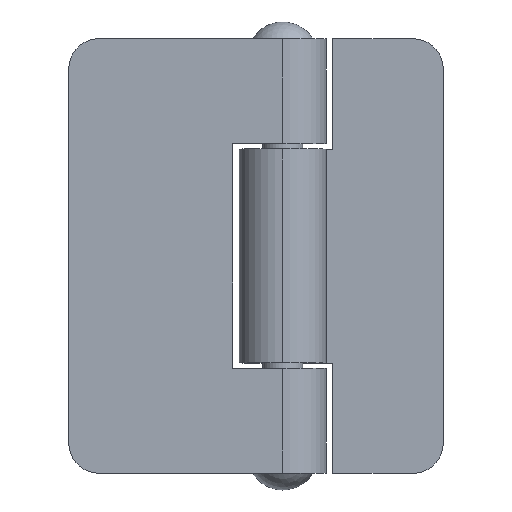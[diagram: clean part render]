
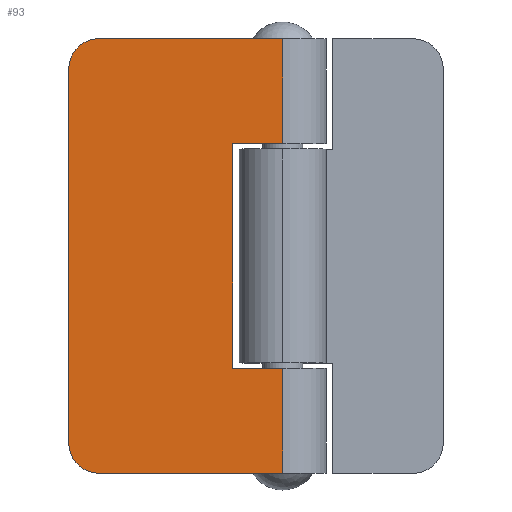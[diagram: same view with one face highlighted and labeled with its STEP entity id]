
A CAD part, top view. The second image highlights one B-rep face of the part: STEP entity #93.
In plain terms, the highlighted face is planar.
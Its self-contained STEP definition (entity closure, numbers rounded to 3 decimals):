
#7 = VERTEX_POINT ( 'NONE', #314 ) ;
#9 = EDGE_CURVE ( 'NONE', #7, #10, #310, .T. ) ;
#10 = VERTEX_POINT ( 'NONE', #399 ) ;
#34 = VERTEX_POINT ( 'NONE', #435 ) ;
#62 = EDGE_CURVE ( 'NONE', #63, #166, #516, .T. ) ;
#63 = VERTEX_POINT ( 'NONE', #512 ) ;
#93 = ADVANCED_FACE ( 'NONE', ( #511 ), #609, .F. ) ;
#94 = EDGE_LOOP ( 'NONE', ( #95, #142, #144, #145, #119, #146, #156, #303, #212, #129 ) ) ;
#95 = ORIENTED_EDGE ( 'NONE', *, *, #98, .T. ) ;
#98 = EDGE_CURVE ( 'NONE', #220, #137, #636, .T. ) ;
#119 = ORIENTED_EDGE ( 'NONE', *, *, #120, .F. ) ;
#120 = EDGE_CURVE ( 'NONE', #121, #153, #604, .T. ) ;
#121 = VERTEX_POINT ( 'NONE', #600 ) ;
#129 = ORIENTED_EDGE ( 'NONE', *, *, #217, .T. ) ;
#137 = VERTEX_POINT ( 'NONE', #528 ) ;
#142 = ORIENTED_EDGE ( 'NONE', *, *, #143, .T. ) ;
#143 = EDGE_CURVE ( 'NONE', #137, #63, #570, .T. ) ;
#144 = ORIENTED_EDGE ( 'NONE', *, *, #62, .T. ) ;
#145 = ORIENTED_EDGE ( 'NONE', *, *, #169, .F. ) ;
#146 = ORIENTED_EDGE ( 'NONE', *, *, #147, .F. ) ;
#147 = EDGE_CURVE ( 'NONE', #148, #121, #587, .T. ) ;
#148 = VERTEX_POINT ( 'NONE', #583 ) ;
#153 = VERTEX_POINT ( 'NONE', #578 ) ;
#156 = ORIENTED_EDGE ( 'NONE', *, *, #157, .F. ) ;
#157 = EDGE_CURVE ( 'NONE', #34, #148, #482, .T. ) ;
#166 = VERTEX_POINT ( 'NONE', #664 ) ;
#169 = EDGE_CURVE ( 'NONE', #153, #166, #705, .T. ) ;
#186 = EDGE_CURVE ( 'NONE', #10, #34, #685, .T. ) ;
#212 = ORIENTED_EDGE ( 'NONE', *, *, #9, .F. ) ;
#217 = EDGE_CURVE ( 'NONE', #7, #220, #807, .T. ) ;
#220 = VERTEX_POINT ( 'NONE', #796 ) ;
#303 = ORIENTED_EDGE ( 'NONE', *, *, #186, .F. ) ;
#308 = VECTOR ( 'NONE', #400, 1000. ) ;
#309 = CARTESIAN_POINT ( 'NONE',  ( 65., -6.5, 0. ) ) ;
#310 = LINE ( 'NONE', #309, #308 ) ;
#314 = CARTESIAN_POINT ( 'NONE',  ( 65., -6.5, 27.5 ) ) ;
#399 = CARTESIAN_POINT ( 'NONE',  ( 65., -6.5, 0. ) ) ;
#400 = DIRECTION ( 'NONE',  ( 0., 0., -1. ) ) ;
#435 = CARTESIAN_POINT ( 'NONE',  ( 49.3, -6.5, 0. ) ) ;
#479 = DIRECTION ( 'NONE',  ( 0., 0., 1. ) ) ;
#480 = VECTOR ( 'NONE', #479, 1000. ) ;
#481 = CARTESIAN_POINT ( 'NONE',  ( 49.3, -6.5, 7.5 ) ) ;
#482 = LINE ( 'NONE', #481, #480 ) ;
#511 = FACE_OUTER_BOUND ( 'NONE', #94, .T. ) ;
#512 = CARTESIAN_POINT ( 'NONE',  ( 0., -6.5, 27.5 ) ) ;
#513 = DIRECTION ( 'NONE',  ( 0., 0., -1. ) ) ;
#514 = VECTOR ( 'NONE', #513, 1000. ) ;
#516 = LINE ( 'NONE', #634, #514 ) ;
#528 = CARTESIAN_POINT ( 'NONE',  ( 4.5, -6.5, 32. ) ) ;
#555 = DIRECTION ( 'NONE',  ( -1., 0., 0. ) ) ;
#556 = VECTOR ( 'NONE', #555, 1000. ) ;
#570 = CIRCLE ( 'NONE', #591, 4.5 ) ;
#578 = CARTESIAN_POINT ( 'NONE',  ( 15.7, -6.5, 0. ) ) ;
#583 = CARTESIAN_POINT ( 'NONE',  ( 49.3, -6.5, 7.5 ) ) ;
#584 = DIRECTION ( 'NONE',  ( -1., 0., 0. ) ) ;
#585 = VECTOR ( 'NONE', #584, 1000. ) ;
#586 = CARTESIAN_POINT ( 'NONE',  ( 15.7, -6.5, 7.5 ) ) ;
#587 = LINE ( 'NONE', #586, #585 ) ;
#588 = DIRECTION ( 'NONE',  ( 0., 0., 1. ) ) ;
#589 = DIRECTION ( 'NONE',  ( 0., -1., 0. ) ) ;
#590 = CARTESIAN_POINT ( 'NONE',  ( 4.5, -6.5, 27.5 ) ) ;
#591 = AXIS2_PLACEMENT_3D ( 'NONE', #590, #589, #588 ) ;
#600 = CARTESIAN_POINT ( 'NONE',  ( 15.7, -6.5, 7.5 ) ) ;
#601 = DIRECTION ( 'NONE',  ( 0., 0., -1. ) ) ;
#602 = VECTOR ( 'NONE', #601, 1000. ) ;
#603 = CARTESIAN_POINT ( 'NONE',  ( 15.7, -6.5, 7.5 ) ) ;
#604 = LINE ( 'NONE', #603, #602 ) ;
#605 = DIRECTION ( 'NONE',  ( 0., 0., 1. ) ) ;
#606 = DIRECTION ( 'NONE',  ( 0., 1., 0. ) ) ;
#607 = CARTESIAN_POINT ( 'NONE',  ( 65., -6.5, 0. ) ) ;
#608 = AXIS2_PLACEMENT_3D ( 'NONE', #607, #606, #605 ) ;
#609 = PLANE ( 'NONE',  #608 ) ;
#634 = CARTESIAN_POINT ( 'NONE',  ( 0., -6.5, 0. ) ) ;
#635 = CARTESIAN_POINT ( 'NONE',  ( 65., -6.5, 32. ) ) ;
#636 = LINE ( 'NONE', #635, #556 ) ;
#664 = CARTESIAN_POINT ( 'NONE',  ( 0., -6.5, 0. ) ) ;
#670 = VECTOR ( 'NONE', #725, 1000. ) ;
#671 = CARTESIAN_POINT ( 'NONE',  ( 65., -6.5, 0. ) ) ;
#685 = LINE ( 'NONE', #701, #700 ) ;
#699 = DIRECTION ( 'NONE',  ( -1., 0., 0. ) ) ;
#700 = VECTOR ( 'NONE', #699, 1000. ) ;
#701 = CARTESIAN_POINT ( 'NONE',  ( 65., -6.5, 0. ) ) ;
#705 = LINE ( 'NONE', #671, #670 ) ;
#725 = DIRECTION ( 'NONE',  ( -1., 0., 0. ) ) ;
#778 = AXIS2_PLACEMENT_3D ( 'NONE', #783, #782, #819 ) ;
#782 = DIRECTION ( 'NONE',  ( 0., -1., 0. ) ) ;
#783 = CARTESIAN_POINT ( 'NONE',  ( 60.5, -6.5, 27.5 ) ) ;
#796 = CARTESIAN_POINT ( 'NONE',  ( 60.5, -6.5, 32. ) ) ;
#807 = CIRCLE ( 'NONE', #778, 4.5 ) ;
#819 = DIRECTION ( 'NONE',  ( 0., 0., 1. ) ) ;
